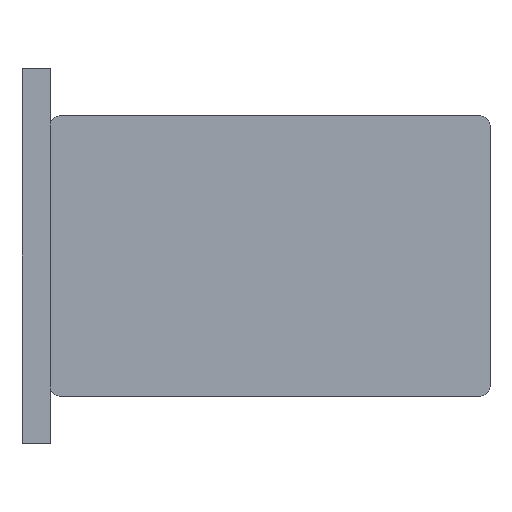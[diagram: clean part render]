
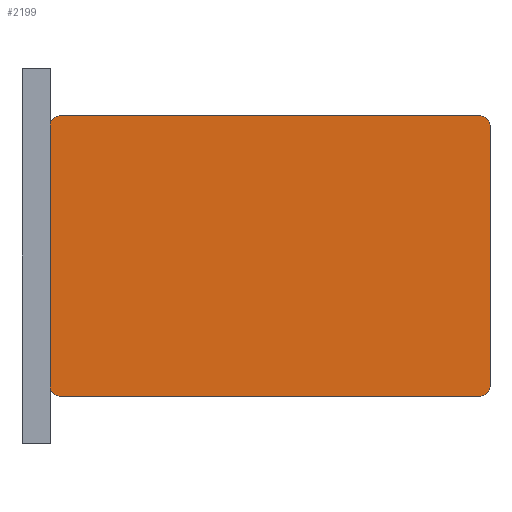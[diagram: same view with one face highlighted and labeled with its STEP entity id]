
A CAD part, front view. The second image highlights one B-rep face of the part: STEP entity #2199.
In plain terms, the highlighted planar face has unit normal (0, -1, 0).
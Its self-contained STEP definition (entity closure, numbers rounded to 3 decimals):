
#119 = EDGE_CURVE ( 'NONE', #1395, #2527, #3863, .T. ) ;
#214 = EDGE_CURVE ( 'NONE', #4121, #2266, #4631, .T. ) ;
#245 = VERTEX_POINT ( 'NONE', #280 ) ;
#280 = CARTESIAN_POINT ( 'NONE',  ( -93.85, 0., 55.75 ) ) ;
#314 = EDGE_CURVE ( 'NONE', #245, #391, #3153, .T. ) ;
#379 = CIRCLE ( 'NONE', #754, 4. ) ;
#391 = VERTEX_POINT ( 'NONE', #1179 ) ;
#600 = EDGE_CURVE ( 'NONE', #391, #2633, #3619, .T. ) ;
#608 = VECTOR ( 'NONE', #4394, 1000. ) ;
#665 = DIRECTION ( 'NONE',  ( 0., 1., 0. ) ) ;
#711 = ORIENTED_EDGE ( 'NONE', *, *, #314, .F. ) ;
#754 = AXIS2_PLACEMENT_3D ( 'NONE', #4315, #2030, #4679 ) ;
#1033 = ORIENTED_EDGE ( 'NONE', *, *, #2337, .F. ) ;
#1092 = DIRECTION ( 'NONE',  ( -1., 0., 0. ) ) ;
#1106 = CARTESIAN_POINT ( 'NONE',  ( -89.85, 0., -59.75 ) ) ;
#1141 = CARTESIAN_POINT ( 'NONE',  ( -89.85, 0., 55.75 ) ) ;
#1179 = CARTESIAN_POINT ( 'NONE',  ( -89.85, 0., 59.75 ) ) ;
#1310 = CARTESIAN_POINT ( 'NONE',  ( -93.85, 0., -55.75 ) ) ;
#1328 = CIRCLE ( 'NONE', #3822, 4. ) ;
#1395 = VERTEX_POINT ( 'NONE', #3118 ) ;
#1524 = PLANE ( 'NONE',  #4677 ) ;
#1707 = ORIENTED_EDGE ( 'NONE', *, *, #119, .F. ) ;
#1710 = DIRECTION ( 'NONE',  ( 0., 1., 0. ) ) ;
#1732 = EDGE_CURVE ( 'NONE', #2527, #2347, #4514, .T. ) ;
#1766 = CARTESIAN_POINT ( 'NONE',  ( 89.85, 0., 55.75 ) ) ;
#1774 = EDGE_LOOP ( 'NONE', ( #711, #1033, #3374, #1707, #4809, #1861, #3581, #2483 ) ) ;
#1797 = DIRECTION ( 'NONE',  ( 0., 0., -1. ) ) ;
#1861 = ORIENTED_EDGE ( 'NONE', *, *, #214, .F. ) ;
#1904 = DIRECTION ( 'NONE',  ( 0., 0., 1. ) ) ;
#2021 = AXIS2_PLACEMENT_3D ( 'NONE', #2916, #665, #3313 ) ;
#2030 = DIRECTION ( 'NONE',  ( 0., 1., 0. ) ) ;
#2154 = DIRECTION ( 'NONE',  ( 0., 0., 1. ) ) ;
#2199 = ADVANCED_FACE ( 'NONE', ( #4165 ), #1524, .F. ) ;
#2266 = VERTEX_POINT ( 'NONE', #2317 ) ;
#2303 = EDGE_CURVE ( 'NONE', #2266, #1395, #379, .T. ) ;
#2317 = CARTESIAN_POINT ( 'NONE',  ( 93.85, 0., -55.75 ) ) ;
#2337 = EDGE_CURVE ( 'NONE', #2347, #245, #2773, .T. ) ;
#2347 = VERTEX_POINT ( 'NONE', #1310 ) ;
#2483 = ORIENTED_EDGE ( 'NONE', *, *, #600, .F. ) ;
#2488 = VECTOR ( 'NONE', #1797, 1000. ) ;
#2527 = VERTEX_POINT ( 'NONE', #4085 ) ;
#2633 = VERTEX_POINT ( 'NONE', #3527 ) ;
#2702 = AXIS2_PLACEMENT_3D ( 'NONE', #3989, #1710, #4371 ) ;
#2773 = LINE ( 'NONE', #3922, #3683 ) ;
#2782 = DIRECTION ( 'NONE',  ( 0., 0., 1. ) ) ;
#2843 = VECTOR ( 'NONE', #1092, 1000. ) ;
#2875 = CARTESIAN_POINT ( 'NONE',  ( -89.85, 0., 59.75 ) ) ;
#2916 = CARTESIAN_POINT ( 'NONE',  ( -89.85, 0., -55.75 ) ) ;
#3118 = CARTESIAN_POINT ( 'NONE',  ( 89.85, 0., -59.75 ) ) ;
#3153 = CIRCLE ( 'NONE', #2702, 4. ) ;
#3313 = DIRECTION ( 'NONE',  ( 0., 0., 1. ) ) ;
#3374 = ORIENTED_EDGE ( 'NONE', *, *, #1732, .F. ) ;
#3527 = CARTESIAN_POINT ( 'NONE',  ( 89.85, 0., 59.75 ) ) ;
#3581 = ORIENTED_EDGE ( 'NONE', *, *, #4033, .F. ) ;
#3619 = LINE ( 'NONE', #2875, #608 ) ;
#3683 = VECTOR ( 'NONE', #2782, 1000. ) ;
#3773 = DIRECTION ( 'NONE',  ( 0., 1., 0. ) ) ;
#3822 = AXIS2_PLACEMENT_3D ( 'NONE', #1766, #4427, #2154 ) ;
#3863 = LINE ( 'NONE', #1106, #2843 ) ;
#3922 = CARTESIAN_POINT ( 'NONE',  ( -93.85, 0., -55.75 ) ) ;
#3989 = CARTESIAN_POINT ( 'NONE',  ( -89.85, 0., 55.75 ) ) ;
#4033 = EDGE_CURVE ( 'NONE', #2633, #4121, #1328, .T. ) ;
#4077 = CARTESIAN_POINT ( 'NONE',  ( 93.85, 0., -55.75 ) ) ;
#4085 = CARTESIAN_POINT ( 'NONE',  ( -89.85, 0., -59.75 ) ) ;
#4121 = VERTEX_POINT ( 'NONE', #4909 ) ;
#4165 = FACE_OUTER_BOUND ( 'NONE', #1774, .T. ) ;
#4315 = CARTESIAN_POINT ( 'NONE',  ( 89.85, 0., -55.75 ) ) ;
#4371 = DIRECTION ( 'NONE',  ( 0., 0., 1. ) ) ;
#4394 = DIRECTION ( 'NONE',  ( 1., 0., 0. ) ) ;
#4427 = DIRECTION ( 'NONE',  ( 0., 1., 0. ) ) ;
#4514 = CIRCLE ( 'NONE', #2021, 4. ) ;
#4631 = LINE ( 'NONE', #4077, #2488 ) ;
#4677 = AXIS2_PLACEMENT_3D ( 'NONE', #1141, #3773, #1904 ) ;
#4679 = DIRECTION ( 'NONE',  ( 0., 0., 1. ) ) ;
#4809 = ORIENTED_EDGE ( 'NONE', *, *, #2303, .F. ) ;
#4909 = CARTESIAN_POINT ( 'NONE',  ( 93.85, 0., 55.75 ) ) ;
